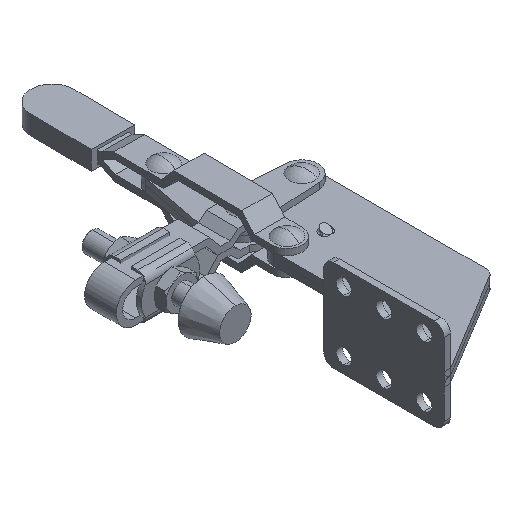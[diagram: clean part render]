
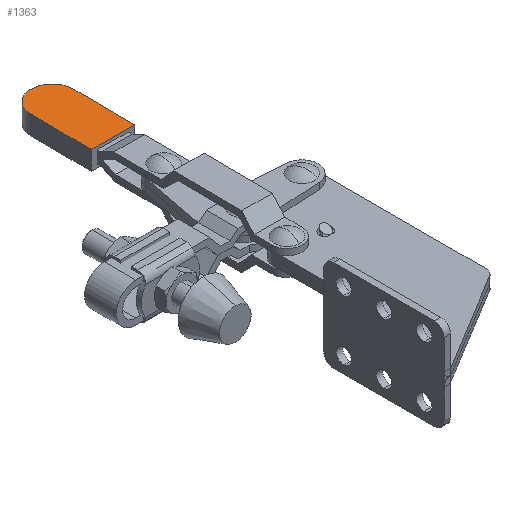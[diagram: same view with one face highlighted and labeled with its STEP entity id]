
A CAD part, isometric view. The second image highlights one B-rep face of the part: STEP entity #1363.
In plain terms, the highlighted planar face has unit normal (0, 0, 1).
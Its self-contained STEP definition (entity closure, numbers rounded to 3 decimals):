
#58 = LINE ( 'NONE', #5889, #6084 ) ;
#521 = CARTESIAN_POINT ( 'NONE',  ( 17.142, 110.159, 3. ) ) ;
#748 = VERTEX_POINT ( 'NONE', #521 ) ;
#924 = ORIENTED_EDGE ( 'NONE', *, *, #9021, .T. ) ;
#1286 = CIRCLE ( 'NONE', #8057, 6.8 ) ;
#1290 = EDGE_CURVE ( 'NONE', #748, #3250, #1286, .T. ) ;
#1363 = ADVANCED_FACE ( 'NONE', ( #4573 ), #4903, .T. ) ;
#1975 = EDGE_CURVE ( 'NONE', #6720, #748, #8257, .T. ) ;
#2010 = VECTOR ( 'NONE', #8450, 1000. ) ;
#2731 = CARTESIAN_POINT ( 'NONE',  ( 3.543, 110.294, 3. ) ) ;
#3079 = CARTESIAN_POINT ( 'NONE',  ( 3.351, 90.908, 3. ) ) ;
#3250 = VERTEX_POINT ( 'NONE', #8386 ) ;
#3491 = AXIS2_PLACEMENT_3D ( 'NONE', #4379, #4355, #4343 ) ;
#3594 = CARTESIAN_POINT ( 'NONE',  ( 16.951, 90.773, 3. ) ) ;
#3662 = EDGE_CURVE ( 'NONE', #10093, #6720, #58, .T. ) ;
#4196 = VECTOR ( 'NONE', #9378, 1000. ) ;
#4343 = DIRECTION ( 'NONE',  ( -1., 0.01, 0. ) ) ;
#4355 = DIRECTION ( 'NONE',  ( 0., 0., 1. ) ) ;
#4379 = CARTESIAN_POINT ( 'NONE',  ( 10.343, 110.226, 3. ) ) ;
#4573 = FACE_OUTER_BOUND ( 'NONE', #8793, .T. ) ;
#4903 = PLANE ( 'NONE',  #3491 ) ;
#5290 = DIRECTION ( 'NONE',  ( -1., 0.01, 0. ) ) ;
#5293 = DIRECTION ( 'NONE',  ( 0., 0., 1. ) ) ;
#5302 = CARTESIAN_POINT ( 'NONE',  ( 10.343, 110.226, 3. ) ) ;
#5424 = ORIENTED_EDGE ( 'NONE', *, *, #1290, .T. ) ;
#5638 = CARTESIAN_POINT ( 'NONE',  ( 16.951, 90.773, 3. ) ) ;
#5889 = CARTESIAN_POINT ( 'NONE',  ( 16.951, 90.773, 3. ) ) ;
#6084 = VECTOR ( 'NONE', #7152, 1000. ) ;
#6474 = ORIENTED_EDGE ( 'NONE', *, *, #1975, .T. ) ;
#6720 = VERTEX_POINT ( 'NONE', #5638 ) ;
#7152 = DIRECTION ( 'NONE',  ( 1., -0.01, 0. ) ) ;
#8057 = AXIS2_PLACEMENT_3D ( 'NONE', #5302, #5293, #5290 ) ;
#8257 = LINE ( 'NONE', #3594, #4196 ) ;
#8386 = CARTESIAN_POINT ( 'NONE',  ( 3.543, 110.294, 3. ) ) ;
#8450 = DIRECTION ( 'NONE',  ( -0.01, -1., 0. ) ) ;
#8522 = LINE ( 'NONE', #2731, #2010 ) ;
#8793 = EDGE_LOOP ( 'NONE', ( #5424, #924, #9273, #6474 ) ) ;
#9021 = EDGE_CURVE ( 'NONE', #3250, #10093, #8522, .T. ) ;
#9273 = ORIENTED_EDGE ( 'NONE', *, *, #3662, .T. ) ;
#9378 = DIRECTION ( 'NONE',  ( 0.01, 1., 0. ) ) ;
#10093 = VERTEX_POINT ( 'NONE', #3079 ) ;
